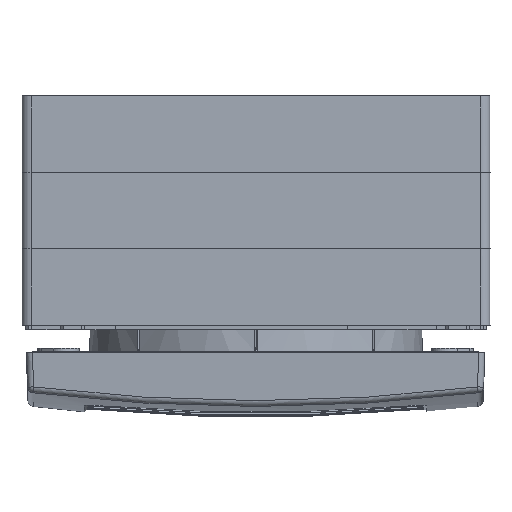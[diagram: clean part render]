
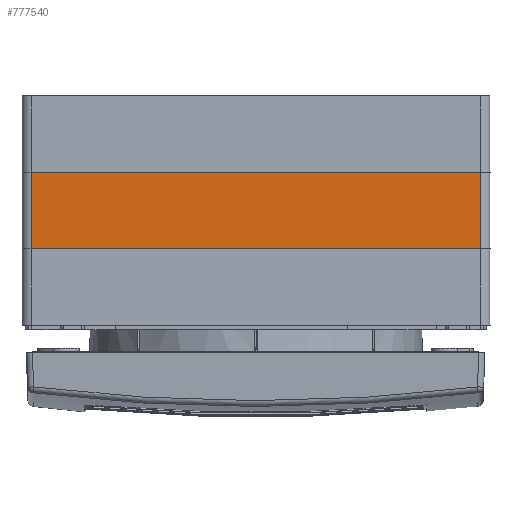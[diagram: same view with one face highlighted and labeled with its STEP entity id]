
A CAD part, front view. The second image highlights one B-rep face of the part: STEP entity #777540.
In plain terms, the highlighted face is planar.
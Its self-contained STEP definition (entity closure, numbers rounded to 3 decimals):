
#732910=CARTESIAN_POINT('',(-1.094,148.994,14.));
#732920=VERTEX_POINT('',#732910);
#733420=CARTESIAN_POINT('',(-1.094,1.906,14.));
#733430=VERTEX_POINT('',#733420);
#733460=CARTESIAN_POINT('',(-1.094,0.,14.));
#733470=DIRECTION('',(0.,-1.,0.));
#733480=VECTOR('',#733470,1.);
#733490=LINE('',#733460,#733480);
#733500=EDGE_CURVE('',#732920,#733430,#733490,.T.);
#767910=CARTESIAN_POINT('',(-1.069,148.969,
-0.005));
#767920=DIRECTION('',(-0.002,0.002,
1.));
#767930=VECTOR('',#767920,1.);
#767940=LINE('',#767910,#767930);
#767950=CARTESIAN_POINT('',(-1.05,148.95,-11.));
#767960=VERTEX_POINT('',#767950);
#767970=EDGE_CURVE('',#767960,#732920,#767940,.T.);
#777310=CARTESIAN_POINT('',(-1.05,85.013,
-11.));
#777320=DIRECTION('',(-1.,0.,
-0.002));
#777330=DIRECTION('',(-0.002,0.,1.));
#777340=AXIS2_PLACEMENT_3D('',#777310,#777320,#777330);
#777350=PLANE('',#777340);
#777360=CARTESIAN_POINT('',(-1.069,1.931,
-0.005));
#777370=DIRECTION('',(0.002,0.002,
-1.));
#777380=VECTOR('',#777370,1.);
#777390=LINE('',#777360,#777380);
#777400=CARTESIAN_POINT('',(-1.05,1.95,-11.));
#777410=VERTEX_POINT('',#777400);
#777420=EDGE_CURVE('',#733430,#777410,#777390,.T.);
#777430=ORIENTED_EDGE('',*,*,#777420,.F.);
#777440=CARTESIAN_POINT('',(-1.05,0.,-11.));
#777450=DIRECTION('',(0.,-1.,0.));
#777460=VECTOR('',#777450,1.);
#777470=LINE('',#777440,#777460);
#777480=EDGE_CURVE('',#767960,#777410,#777470,.T.);
#777490=ORIENTED_EDGE('',*,*,#777480,.T.);
#777500=ORIENTED_EDGE('',*,*,#767970,.F.);
#777510=ORIENTED_EDGE('',*,*,#733500,.F.);
#777520=EDGE_LOOP('',(#777510,#777500,#777490,#777430));
#777530=FACE_OUTER_BOUND('',#777520,.T.);
#777540=ADVANCED_FACE('',(#777530),#777350,.T.);
